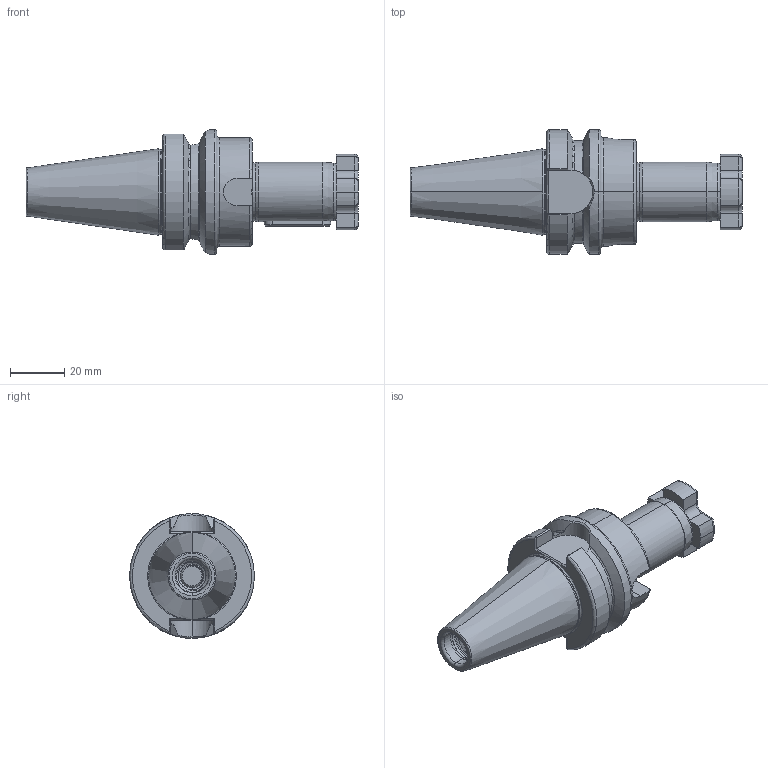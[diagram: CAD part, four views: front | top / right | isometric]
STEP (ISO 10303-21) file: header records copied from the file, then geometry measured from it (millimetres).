
FILE_DESCRIPTION (( 'STEP AP203' ), '1' );
FILE_NAME ('305.10.22.STEP', '2016-11-26T01:20:17', ( '' ), ( '' ), 'SwSTEP 2.0', 'SolidWorks 2012', '' );
FILE_SCHEMA (( 'CONFIG_CONTROL_DESIGN' ));
Length unit declared in the file: millimetre
Products named in the file (4): 十字螺絲FMB22; 305.10.22; SC22用鍵_6x6x25L
Assembly tree (3 placements, depth 2):
  305.10.22
    305.10.22
    十字螺絲FMB22
    SC22用鍵_6x6x25L
Bounding box: 122.4 x 46 x 46 mm (x, y, z)
Volume: 75223.8 mm3; surface area: 21403.4 mm2
Topology: 3 solids, 3 shells, 298 faces, 780 edges, 491 vertices
Faces by surface type: cylinder 140, plane 60, torus 45, cone 33, bspline 20
Entity records: 18042 total; most frequent: CARTESIAN_POINT 11036, ORIENTED_EDGE 1560, DIRECTION 1230, EDGE_CURVE 780, VERTEX_POINT 491, AXIS2_PLACEMENT_3D 479, EDGE_LOOP 305, ADVANCED_FACE 298
